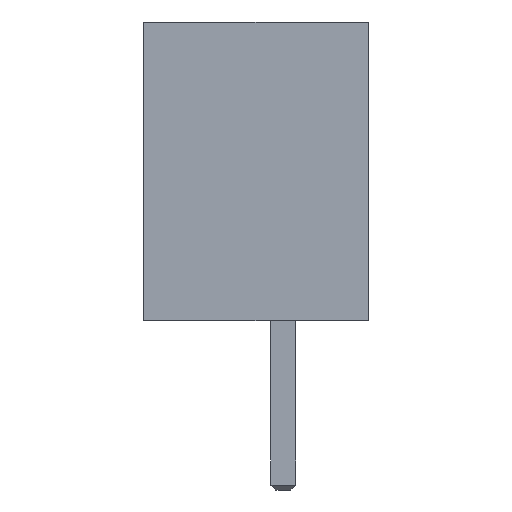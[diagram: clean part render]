
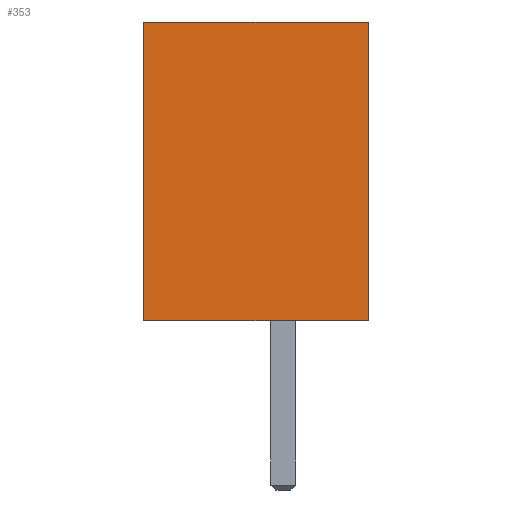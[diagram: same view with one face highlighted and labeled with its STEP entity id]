
A CAD part, left-side view. The second image highlights one B-rep face of the part: STEP entity #353.
In plain terms, the highlighted planar face has unit normal (-1, 0, 0).
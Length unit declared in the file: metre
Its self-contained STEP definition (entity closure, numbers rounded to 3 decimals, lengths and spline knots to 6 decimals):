
#353 = ADVANCED_FACE( '', ( #717 ), #718, .F. );
#717 = FACE_OUTER_BOUND( '', #1089, .T. );
#718 = PLANE( '', #1090 );
#1089 = EDGE_LOOP( '', ( #1993, #1994, #1995, #1996 ) );
#1090 = AXIS2_PLACEMENT_3D( '', #1997, #1998, #1999 );
#1993 = ORIENTED_EDGE( '', *, *, #2428, .T. );
#1994 = ORIENTED_EDGE( '', *, *, #2133, .F. );
#1995 = ORIENTED_EDGE( '', *, *, #2307, .F. );
#1996 = ORIENTED_EDGE( '', *, *, #2288, .T. );
#1997 = CARTESIAN_POINT( '', ( -0.00595, 0.00055, 0.0016 ) );
#1998 = DIRECTION( '', ( 1., 0., 0. ) );
#1999 = DIRECTION( '', ( 0., 0., -1. ) );
#2133 = EDGE_CURVE( '', #2536, #2538, #2539, .T. );
#2288 = EDGE_CURVE( '', #2788, #2786, #2789, .T. );
#2307 = EDGE_CURVE( '', #2788, #2536, #2816, .T. );
#2428 = EDGE_CURVE( '', #2786, #2538, #2963, .T. );
#2536 = VERTEX_POINT( '', #3101 );
#2538 = VERTEX_POINT( '', #3104 );
#2539 = LINE( '', #3105, #3106 );
#2786 = VERTEX_POINT( '', #3477 );
#2788 = VERTEX_POINT( '', #3480 );
#2789 = LINE( '', #3481, #3482 );
#2816 = LINE( '', #3523, #3524 );
#2963 = LINE( '', #3747, #3748 );
#3101 = CARTESIAN_POINT( '', ( -0.00595, -0.0017, 0.006 ) );
#3104 = CARTESIAN_POINT( '', ( -0.00595, -0.0017, 0. ) );
#3105 = CARTESIAN_POINT( '', ( -0.00595, -0.0017, 0.0016 ) );
#3106 = VECTOR( '', #3836, 1. );
#3477 = CARTESIAN_POINT( '', ( -0.00595, 0.0028, 0. ) );
#3480 = CARTESIAN_POINT( '', ( -0.00595, 0.0028, 0.006 ) );
#3481 = CARTESIAN_POINT( '', ( -0.00595, 0.0028, 0.0016 ) );
#3482 = VECTOR( '', #3962, 1. );
#3523 = CARTESIAN_POINT( '', ( -0.00595, 0.00055, 0.006 ) );
#3524 = VECTOR( '', #3977, 1. );
#3747 = CARTESIAN_POINT( '', ( -0.00595, 0.00055, 0. ) );
#3748 = VECTOR( '', #4054, 1. );
#3836 = DIRECTION( '', ( 0., 0., -1. ) );
#3962 = DIRECTION( '', ( 0., 0., -1. ) );
#3977 = DIRECTION( '', ( 0., -1., 0. ) );
#4054 = DIRECTION( '', ( 0., -1., 0. ) );
